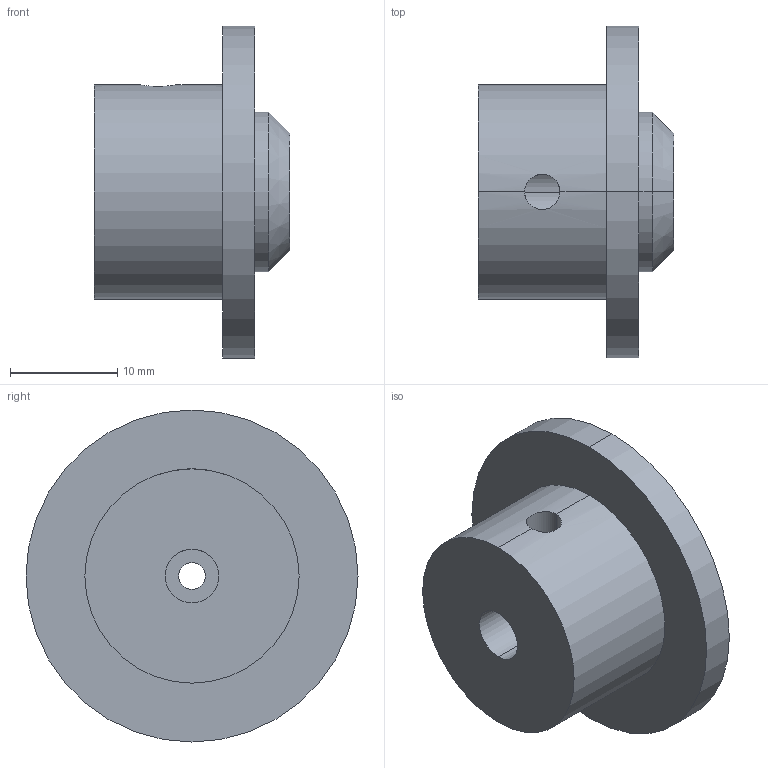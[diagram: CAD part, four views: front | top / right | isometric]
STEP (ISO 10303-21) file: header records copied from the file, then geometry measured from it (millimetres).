
FILE_DESCRIPTION (( 'STEP AP203' ), '1' );
FILE_NAME ('plateau centreur.STEP', '2018-11-19T10:17:44', ( 'Franck' ), ( '' ), 'SwSTEP 2.0', 'SolidWorks 2013', '' );
FILE_SCHEMA (( 'CONFIG_CONTROL_DESIGN' ));
Length unit declared in the file: millimetre
Products named in the file (1): plateau centreur
Bounding box: 18.3 x 31 x 31 mm (x, y, z)
Volume: 6049 mm3; surface area: 2994.4 mm2
Topology: 1 solids, 1 shells, 22 faces, 48 edges, 30 vertices
Faces by surface type: cylinder 14, plane 6, cone 2
Entity records: 785 total; most frequent: CARTESIAN_POINT 199, DIRECTION 116, ORIENTED_EDGE 96, AXIS2_PLACEMENT_3D 49, EDGE_CURVE 48, VERTEX_POINT 30, EDGE_LOOP 28, CIRCLE 26
